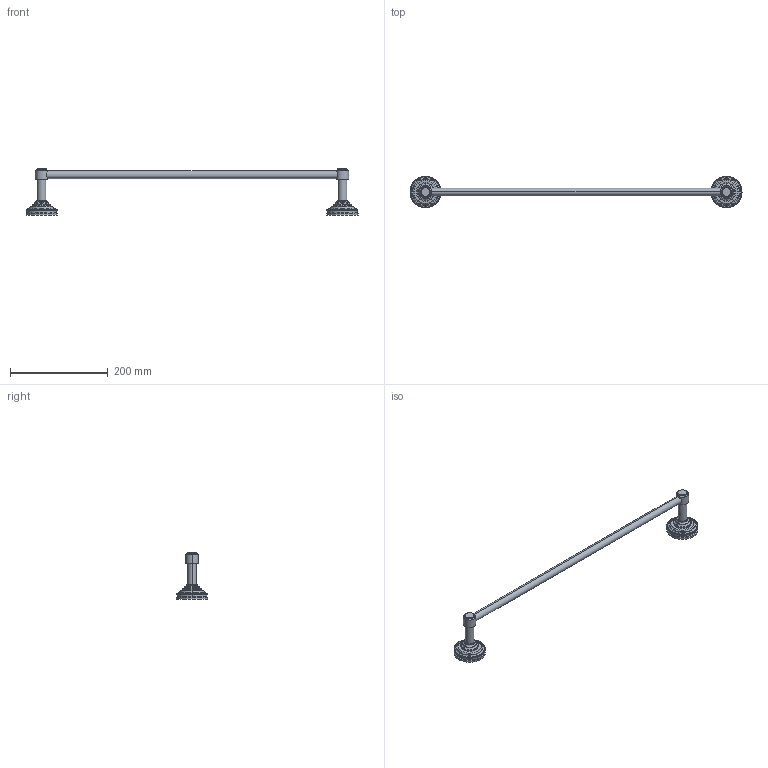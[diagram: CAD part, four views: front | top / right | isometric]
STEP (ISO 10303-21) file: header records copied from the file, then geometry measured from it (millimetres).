
FILE_DESCRIPTION((''),'2;1');
FILE_NAME('29-02_WEB','2010-07-02T',('pnmurthy'),(''),'PRO/ENGINEER BY PARAMETRIC TECHNOLOGY CORPORATION, 2009300','PRO/ENGINEER BY PARAMETRIC TECHNOLOGY CORPORATION, 2009300','');
FILE_SCHEMA(('CONFIG_CONTROL_DESIGN'));
Length unit declared in the file: inch
Products named in the file (1): 29-02_WEB
Bounding box: 679.53 x 63.5 x 95.25 mm (x, y, z)
Surface area: 84378.4 mm2 (no closed solid volume)
Topology: 0 solids, 25 shells, 886 faces, 3408 edges, 2332 vertices
Faces by surface type: plane 450, cylinder 398, torus 20, cone 12, bspline 6
Entity records: 37214 total; most frequent: CARTESIAN_POINT 8566, DIRECTION 5972, ORIENTED_EDGE 5696, EDGE_CURVE 3408, VECTOR 2496, LINE 2496, VERTEX_POINT 2332, AXIS2_PLACEMENT_3D 1738
